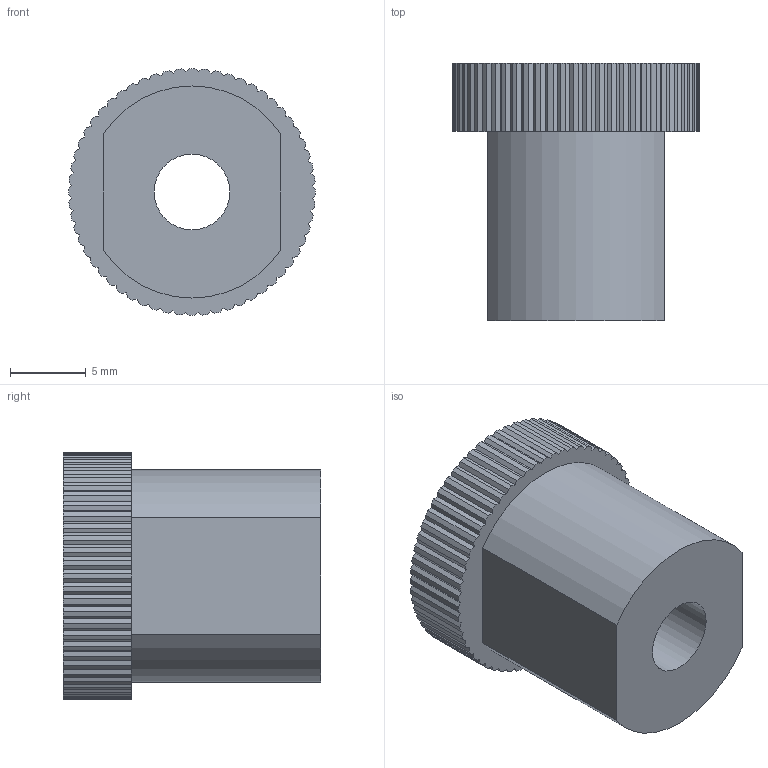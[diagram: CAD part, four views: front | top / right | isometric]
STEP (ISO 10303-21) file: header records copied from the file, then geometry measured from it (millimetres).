
FILE_DESCRIPTION (( 'STEP AP214' ), '1' );
FILE_NAME ('1067-Z1P-A.STEP', '2013-05-15T14:43:13', ( '3DAssist' ), ( '' ), 'SwSTEP 2.0', 'SolidWorks 2013', '' );
FILE_SCHEMA (( 'AUTOMOTIVE_DESIGN' ));
Length unit declared in the file: millimetre
Products named in the file (1): 1067-Z1P-A
Bounding box: 16.3 x 17 x 16.3 mm (x, y, z)
Volume: 2224.2 mm3; surface area: 1484.3 mm2
Topology: 1 solids, 1 shells, 192 faces, 561 edges, 374 vertices
Faces by surface type: plane 127, cylinder 65
Full cylindrical faces by diameter (mm): 5 x1, 6.3 x1, 11.8 x1
Entity records: 6389 total; most frequent: CARTESIAN_POINT 1125, ORIENTED_EDGE 1116, DIRECTION 1074, EDGE_CURVE 558, VECTOR 428, LINE 428, VERTEX_POINT 374, AXIS2_PLACEMENT_3D 323
